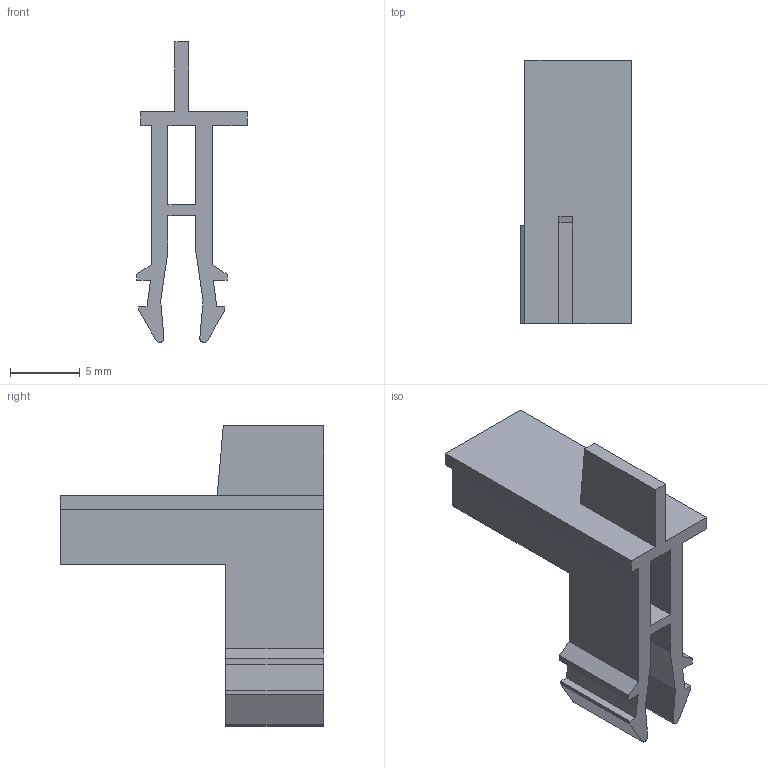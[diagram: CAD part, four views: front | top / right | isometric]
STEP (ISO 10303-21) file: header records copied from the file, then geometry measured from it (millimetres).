
FILE_DESCRIPTION(('Creo Elements/Direct Modeling STEP Export'),'2;1');
FILE_NAME('model.stp','2017-12-14T15:03:40',(''),(''),'Creo Elements/Direct Modeling STEP processor for AP214 (Solid Model)','Creo Elements/Direct Modeling 18.1I 14-Aug-2016 (C) Parametric Technology GmbH','');
FILE_SCHEMA(('AUTOMOTIVE_DESIGN { 1 0 10303 214 1 1 1 1 }'));
Length unit declared in the file: millimetre
Products named in the file (2): S-OTTA_6-T-select
Assembly tree (1 placements, depth 2):
  S-OTTA_6-T-select
    S-OTTA_6-T-select
Bounding box: 7.9 x 18.8 x 21.49 mm (x, y, z)
Volume: 551.5 mm3; surface area: 1146.5 mm2
Topology: 1 solids, 1 shells, 43 faces, 126 edges, 84 vertices
Faces by surface type: plane 41, cylinder 2
Entity records: 1775 total; most frequent: ORIENTED_EDGE 252, CARTESIAN_POINT 250, DIRECTION 213, EDGE_CURVE 126, VECTOR 119, LINE 119, VERTEX_POINT 84, AXIS2_PLACEMENT_3D 47
